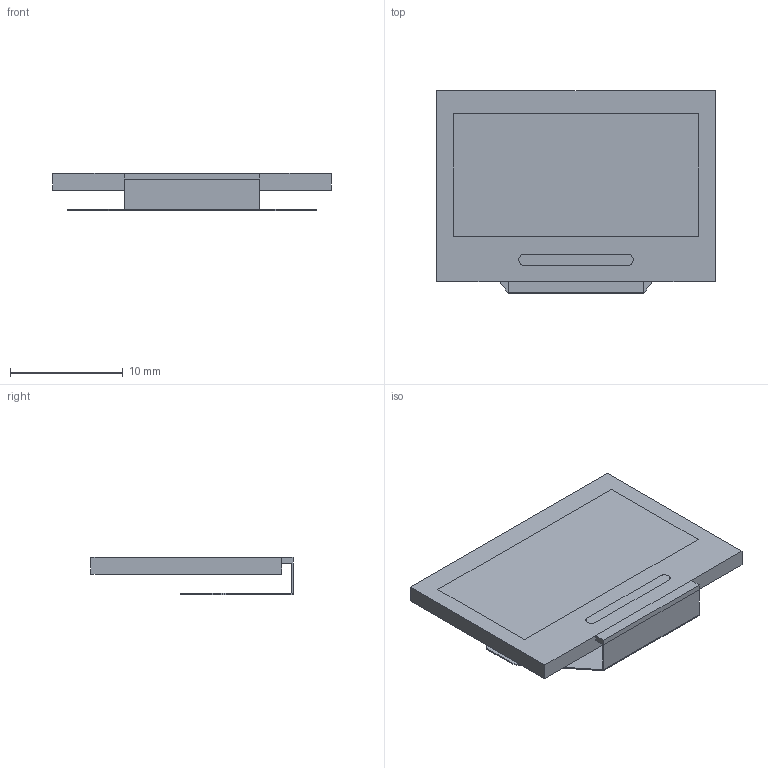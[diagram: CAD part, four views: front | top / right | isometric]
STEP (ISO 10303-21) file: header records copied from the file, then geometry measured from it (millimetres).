
FILE_DESCRIPTION(('FreeCAD Model'),'2;1');
FILE_NAME('Open CASCADE Shape Model','2023-01-20T22:29:51',(''),(''), 'Open CASCADE STEP processor 7.6','FreeCAD','Unknown');
FILE_SCHEMA(('AUTOMOTIVE_DESIGN { 1 0 10303 214 1 1 1 1 }'));
Length unit declared in the file: millimetre
Products named in the file (1): Fillet002
Bounding box: 24.7 x 17.9 x 3.3 mm (x, y, z)
Volume: 654.3 mm3; surface area: 1431 mm2
Topology: 1 solids, 1 shells, 29 faces, 73 edges, 48 vertices
Faces by surface type: plane 25, cylinder 4
Entity records: 2021 total; most frequent: CARTESIAN_POINT 333, DIRECTION 283, LINE 197, VECTOR 197, ORIENTED_EDGE 146, PCURVE 146, DEFINITIONAL_REPRESENTATION 146, EDGE_CURVE 73
